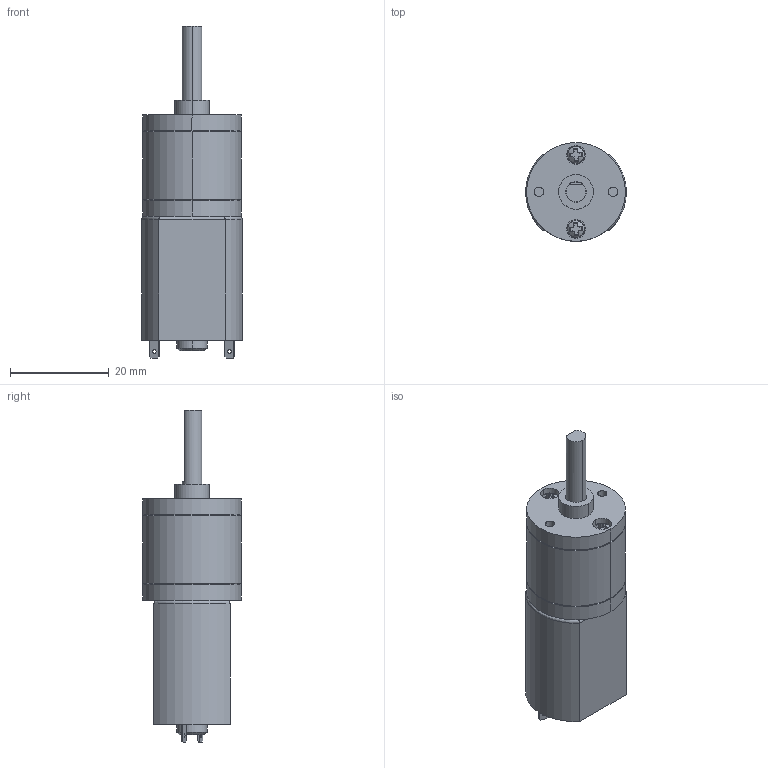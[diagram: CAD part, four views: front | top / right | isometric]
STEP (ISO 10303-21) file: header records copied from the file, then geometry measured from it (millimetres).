
FILE_DESCRIPTION (( 'STEP AP214' ), '1' );
FILE_NAME ('20d-metal-gearmotor-250-313-391-488.step', '2017-01-05T17:16:22', ( '' ), ( '' ), 'SwSTEP 2.0', 'SolidWorks 2016', '' );
FILE_SCHEMA (( 'AUTOMOTIVE_DESIGN' ));
Length unit declared in the file: millimetre
Products named in the file (1): 20d-metal-gearmotor-250-313-391-488
Bounding box: 20.4 x 20 x 67.2 mm (x, y, z)
Volume: 13558.9 mm3; surface area: 4280.7 mm2
Topology: 1 solids, 1 shells, 397 faces, 1023 edges, 676 vertices
Faces by surface type: plane 221, bspline 110, cylinder 44, cone 22
Entity records: 19772 total; most frequent: CARTESIAN_POINT 6480, ORIENTED_EDGE 2046, DIRECTION 1481, EDGE_CURVE 1023, VERTEX_POINT 676, LINE 633, VECTOR 633, EDGE_LOOP 449
